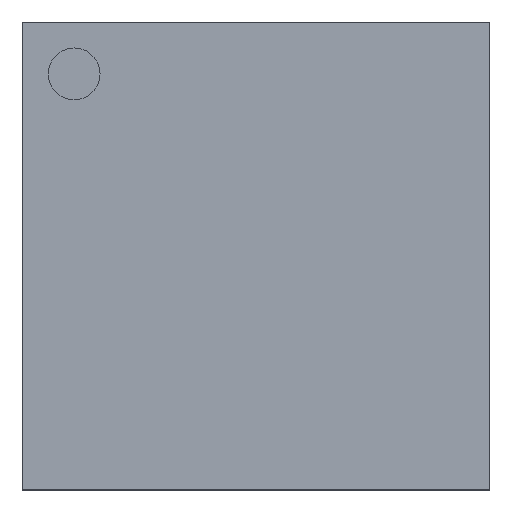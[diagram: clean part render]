
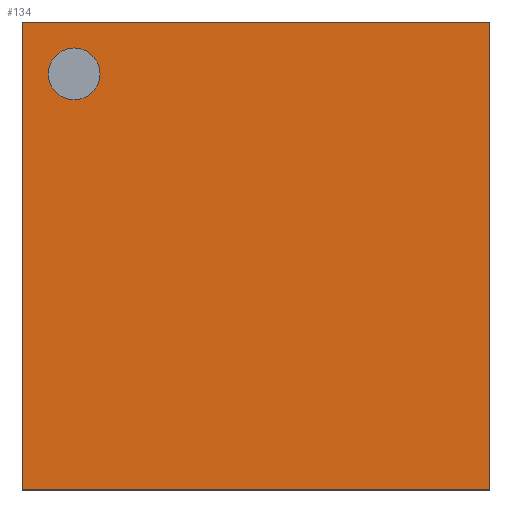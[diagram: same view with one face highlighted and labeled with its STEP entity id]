
A CAD part, top view. The second image highlights one B-rep face of the part: STEP entity #134.
In plain terms, the highlighted planar face has unit normal (0, 0, 1).
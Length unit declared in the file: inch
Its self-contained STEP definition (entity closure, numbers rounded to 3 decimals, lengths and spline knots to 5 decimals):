
#15 = DIRECTION ( 'NONE',  ( -1., 0., 0. ) ) ;
#21 = VECTOR ( 'NONE', #314, 39.37008 ) ;
#24 = EDGE_CURVE ( 'NONE', #248, #303, #283, .T. ) ;
#29 = LINE ( 'NONE', #117, #135 ) ;
#31 = CARTESIAN_POINT ( 'NONE',  ( -0.01772, -0.01772, 0.01796 ) ) ;
#34 = CARTESIAN_POINT ( 'NONE',  ( -0.01575, 0.01378, 0.01796 ) ) ;
#48 = EDGE_LOOP ( 'NONE', ( #237, #158 ) ) ;
#51 = CIRCLE ( 'NONE', #185, 0.00197 ) ;
#54 = DIRECTION ( 'NONE',  ( 0., 0., 1. ) ) ;
#57 = VECTOR ( 'NONE', #170, 39.37008 ) ;
#80 = VERTEX_POINT ( 'NONE', #34 ) ;
#90 = CARTESIAN_POINT ( 'NONE',  ( -0.01378, 0.01378, 0.01796 ) ) ;
#94 = CARTESIAN_POINT ( 'NONE',  ( -0.01378, 0.01378, 0.01796 ) ) ;
#99 = CARTESIAN_POINT ( 'NONE',  ( 0.01772, -0.01772, 0.01796 ) ) ;
#103 = ORIENTED_EDGE ( 'NONE', *, *, #24, .T. ) ;
#109 = VERTEX_POINT ( 'NONE', #309 ) ;
#111 = CIRCLE ( 'NONE', #129, 0.00197 ) ;
#112 = CARTESIAN_POINT ( 'NONE',  ( 0.01772, -0.01772, 0.01796 ) ) ;
#113 = EDGE_CURVE ( 'NONE', #109, #80, #111, .T. ) ;
#117 = CARTESIAN_POINT ( 'NONE',  ( -0.01772, -0.01772, 0.01796 ) ) ;
#118 = CARTESIAN_POINT ( 'NONE',  ( -0.01772, 0.01772, 0.01796 ) ) ;
#119 = CARTESIAN_POINT ( 'NONE',  ( -0.01772, -0.01772, 0.01796 ) ) ;
#121 = EDGE_CURVE ( 'NONE', #299, #151, #29, .T. ) ;
#129 = AXIS2_PLACEMENT_3D ( 'NONE', #90, #54, #193 ) ;
#134 = ADVANCED_FACE ( 'NONE', ( #313, #282 ), #259, .T. ) ;
#135 = VECTOR ( 'NONE', #162, 39.37008 ) ;
#151 = VERTEX_POINT ( 'NONE', #240 ) ;
#158 = ORIENTED_EDGE ( 'NONE', *, *, #113, .F. ) ;
#162 = DIRECTION ( 'NONE',  ( 0., 1., 0. ) ) ;
#166 = DIRECTION ( 'NONE',  ( 1., 0., 0. ) ) ;
#170 = DIRECTION ( 'NONE',  ( 1., 0., 0. ) ) ;
#173 = AXIS2_PLACEMENT_3D ( 'NONE', #31, #189, #166 ) ;
#177 = EDGE_LOOP ( 'NONE', ( #243, #103, #190, #266 ) ) ;
#185 = AXIS2_PLACEMENT_3D ( 'NONE', #94, #293, #15 ) ;
#186 = VECTOR ( 'NONE', #280, 39.37008 ) ;
#189 = DIRECTION ( 'NONE',  ( 0., 0., 1. ) ) ;
#190 = ORIENTED_EDGE ( 'NONE', *, *, #220, .F. ) ;
#193 = DIRECTION ( 'NONE',  ( -1., 0., 0. ) ) ;
#196 = CARTESIAN_POINT ( 'NONE',  ( 0.01772, 0.01772, 0.01796 ) ) ;
#200 = LINE ( 'NONE', #119, #21 ) ;
#220 = EDGE_CURVE ( 'NONE', #151, #303, #223, .T. ) ;
#223 = LINE ( 'NONE', #118, #57 ) ;
#236 = EDGE_CURVE ( 'NONE', #299, #248, #200, .T. ) ;
#237 = ORIENTED_EDGE ( 'NONE', *, *, #307, .F. ) ;
#240 = CARTESIAN_POINT ( 'NONE',  ( -0.01772, 0.01772, 0.01796 ) ) ;
#243 = ORIENTED_EDGE ( 'NONE', *, *, #236, .T. ) ;
#248 = VERTEX_POINT ( 'NONE', #99 ) ;
#259 = PLANE ( 'NONE',  #173 ) ;
#263 = CARTESIAN_POINT ( 'NONE',  ( -0.01772, -0.01772, 0.01796 ) ) ;
#266 = ORIENTED_EDGE ( 'NONE', *, *, #121, .F. ) ;
#280 = DIRECTION ( 'NONE',  ( 0., 1., 0. ) ) ;
#282 = FACE_BOUND ( 'NONE', #48, .T. ) ;
#283 = LINE ( 'NONE', #112, #186 ) ;
#293 = DIRECTION ( 'NONE',  ( 0., 0., 1. ) ) ;
#299 = VERTEX_POINT ( 'NONE', #263 ) ;
#303 = VERTEX_POINT ( 'NONE', #196 ) ;
#307 = EDGE_CURVE ( 'NONE', #80, #109, #51, .T. ) ;
#309 = CARTESIAN_POINT ( 'NONE',  ( -0.01181, 0.01378, 0.01796 ) ) ;
#313 = FACE_OUTER_BOUND ( 'NONE', #177, .T. ) ;
#314 = DIRECTION ( 'NONE',  ( 1., 0., 0. ) ) ;
